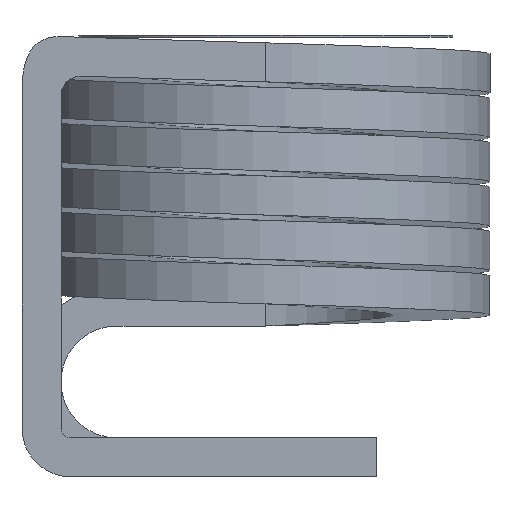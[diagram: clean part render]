
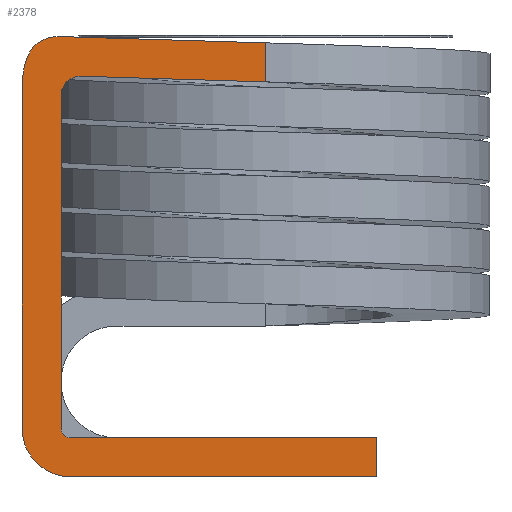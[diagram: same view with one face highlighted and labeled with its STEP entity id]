
A CAD part, left-side view. The second image highlights one B-rep face of the part: STEP entity #2378.
In plain terms, the highlighted planar face has unit normal (-1, 0, 0).
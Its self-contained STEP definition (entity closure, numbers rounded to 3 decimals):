
#38=B_SPLINE_CURVE_WITH_KNOTS('',3,(#2948,#2949,#2950,#2951,#2952,#2953,
#2954,#2955,#2956,#2957,#2958,#2959,#2960,#2961),.UNSPECIFIED.,.F.,.F.,
(4,2,2,2,2,2,4),(0.,0.235,0.352,0.469,
0.602,0.735,1.),.UNSPECIFIED.);
#185=CIRCLE('',#2479,0.25);
#187=CIRCLE('',#2482,1.25);
#189=CIRCLE('',#2493,0.5);
#275=ORIENTED_EDGE('',*,*,#756,.F.);
#276=ORIENTED_EDGE('',*,*,#744,.T.);
#277=ORIENTED_EDGE('',*,*,#752,.T.);
#278=ORIENTED_EDGE('',*,*,#734,.T.);
#279=ORIENTED_EDGE('',*,*,#730,.T.);
#280=ORIENTED_EDGE('',*,*,#724,.T.);
#281=ORIENTED_EDGE('',*,*,#718,.T.);
#282=ORIENTED_EDGE('',*,*,#732,.F.);
#283=ORIENTED_EDGE('',*,*,#715,.F.);
#284=ORIENTED_EDGE('',*,*,#722,.F.);
#285=ORIENTED_EDGE('',*,*,#728,.F.);
#286=ORIENTED_EDGE('',*,*,#758,.T.);
#715=EDGE_CURVE('',#969,#967,#1137,.T.);
#718=EDGE_CURVE('',#973,#972,#1140,.T.);
#722=EDGE_CURVE('',#975,#969,#185,.T.);
#724=EDGE_CURVE('',#977,#973,#187,.T.);
#728=EDGE_CURVE('',#979,#975,#1146,.T.);
#730=EDGE_CURVE('',#981,#977,#1148,.T.);
#732=EDGE_CURVE('',#967,#972,#1150,.F.);
#734=EDGE_CURVE('',#982,#981,#38,.T.);
#744=EDGE_CURVE('',#985,#991,#1155,.T.);
#752=EDGE_CURVE('',#991,#982,#1161,.T.);
#756=EDGE_CURVE('',#985,#996,#1164,.T.);
#758=EDGE_CURVE('',#979,#996,#189,.T.);
#967=VERTEX_POINT('',#2878);
#969=VERTEX_POINT('',#2882);
#972=VERTEX_POINT('',#2889);
#973=VERTEX_POINT('',#2891);
#975=VERTEX_POINT('',#2897);
#977=VERTEX_POINT('',#2903);
#979=VERTEX_POINT('',#2909);
#981=VERTEX_POINT('',#2915);
#982=VERTEX_POINT('',#2962);
#985=VERTEX_POINT('',#3187);
#991=VERTEX_POINT('',#3286);
#996=VERTEX_POINT('',#3585);
#1137=LINE('',#2883,#1246);
#1140=LINE('',#2890,#1249);
#1146=LINE('',#2910,#1255);
#1148=LINE('',#2914,#1257);
#1150=LINE('',#2918,#1259);
#1155=LINE('',#3285,#1264);
#1161=LINE('',#3577,#1270);
#1164=LINE('',#3584,#1273);
#1246=VECTOR('',#2578,1000.);
#1249=VECTOR('',#2583,1000.);
#1255=VECTOR('',#2603,1000.);
#1257=VECTOR('',#2607,1000.);
#1259=VECTOR('',#2611,1000.);
#1264=VECTOR('',#2618,1000.);
#1270=VECTOR('',#2628,1000.);
#1273=VECTOR('',#2637,1000.);
#1368=EDGE_LOOP('',(#275,#276,#277,#278,#279,#280,#281,#282,#283,#284,#285,
#286));
#1482=FACE_BOUND('',#1368,.T.);
#1588=PLANE('',#2492);
#2378=ADVANCED_FACE('',(#1482),#1588,.F.);
#2479=AXIS2_PLACEMENT_3D('',#2898,#2590,#2591);
#2482=AXIS2_PLACEMENT_3D('',#2902,#2596,#2597);
#2492=AXIS2_PLACEMENT_3D('',#3587,#2639,#2640);
#2493=AXIS2_PLACEMENT_3D('',#3588,#2641,#2642);
#2578=DIRECTION('',(0.,-1.,0.));
#2583=DIRECTION('',(0.,-1.,0.));
#2590=DIRECTION('',(-1.,0.,0.));
#2591=DIRECTION('',(0.,1.,0.));
#2596=DIRECTION('',(-1.,0.,0.));
#2597=DIRECTION('',(0.,1.,0.));
#2603=DIRECTION('',(0.,0.,-1.));
#2607=DIRECTION('',(0.,0.,-1.));
#2611=DIRECTION('',(0.,0.,1.));
#2618=DIRECTION('',(0.,0.,1.));
#2628=DIRECTION('',(0.,1.,0.031));
#2637=DIRECTION('',(0.,1.,0.031));
#2639=DIRECTION('',(1.,0.,0.));
#2640=DIRECTION('',(0.,0.,-1.));
#2641=DIRECTION('',(1.,0.,0.));
#2642=DIRECTION('',(0.,0.,-1.));
#2878=CARTESIAN_POINT('',(-5.75,-2.85,-3.37));
#2882=CARTESIAN_POINT('',(-5.75,5.,-3.37));
#2883=CARTESIAN_POINT('',(-5.75,5.,-3.37));
#2889=CARTESIAN_POINT('',(-5.75,-2.85,-4.37));
#2890=CARTESIAN_POINT('',(-5.75,5.,-4.37));
#2891=CARTESIAN_POINT('',(-5.75,5.,-4.37));
#2897=CARTESIAN_POINT('',(-5.75,5.25,-3.12));
#2898=CARTESIAN_POINT('',(-5.75,5.,-3.12));
#2902=CARTESIAN_POINT('',(-5.75,5.,-3.12));
#2903=CARTESIAN_POINT('',(-5.75,6.25,-3.12));
#2909=CARTESIAN_POINT('',(-5.75,5.25,5.405));
#2910=CARTESIAN_POINT('',(-5.75,5.25,5.662));
#2914=CARTESIAN_POINT('',(-5.75,6.25,5.662));
#2915=CARTESIAN_POINT('',(-5.75,6.25,5.662));
#2918=CARTESIAN_POINT('',(-5.75,-2.85,-4.37));
#2948=CARTESIAN_POINT('',(-5.75,4.976,6.912));
#2949=CARTESIAN_POINT('',(-5.75,5.089,6.922));
#2950=CARTESIAN_POINT('',(-5.75,5.219,6.935));
#2951=CARTESIAN_POINT('',(-5.75,5.451,6.914));
#2952=CARTESIAN_POINT('',(-5.75,5.535,6.9));
#2953=CARTESIAN_POINT('',(-5.75,5.717,6.837));
#2954=CARTESIAN_POINT('',(-5.75,5.817,6.785));
#2955=CARTESIAN_POINT('',(-5.75,6.005,6.611));
#2956=CARTESIAN_POINT('',(-5.75,6.069,6.504));
#2957=CARTESIAN_POINT('',(-5.75,6.153,6.31));
#2958=CARTESIAN_POINT('',(-5.75,6.177,6.219));
#2959=CARTESIAN_POINT('',(-5.75,6.228,5.961));
#2960=CARTESIAN_POINT('',(-5.75,6.238,5.804));
#2961=CARTESIAN_POINT('',(-5.75,6.25,5.662));
#2962=CARTESIAN_POINT('',(-5.75,4.976,6.912));
#3187=CARTESIAN_POINT('',(-5.75,0.,5.76));
#3285=CARTESIAN_POINT('',(-5.75,0.,5.76));
#3286=CARTESIAN_POINT('',(-5.75,0.,6.76));
#3577=CARTESIAN_POINT('',(-5.75,0.,6.76));
#3584=CARTESIAN_POINT('',(-5.75,0.,5.76));
#3585=CARTESIAN_POINT('',(-5.75,4.735,5.905));
#3587=CARTESIAN_POINT('',(-5.75,0.,5.76));
#3588=CARTESIAN_POINT('',(-5.75,4.75,5.405));
